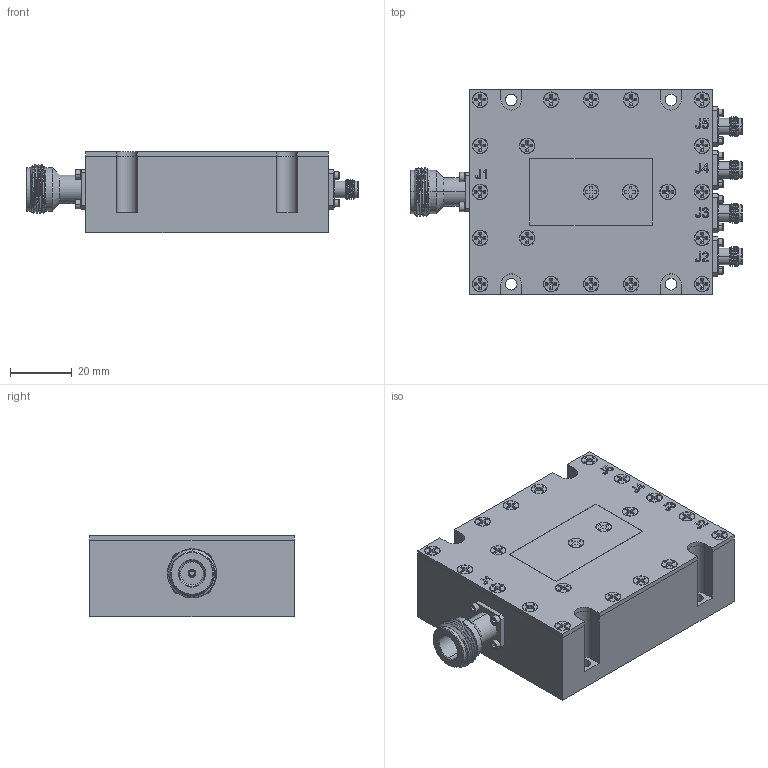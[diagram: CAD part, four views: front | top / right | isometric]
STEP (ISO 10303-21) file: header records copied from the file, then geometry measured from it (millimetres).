
FILE_DESCRIPTION (( 'STEP AP214' ), '1' );
FILE_NAME ('FMS0035_3D.step', '2024-07-26T22:58:05', ( '' ), ( '' ), 'SwSTEP 2.0', 'SolidWorks 2022', '' );
FILE_SCHEMA (( 'AUTOMOTIVE_DESIGN' ));
Products named in the file (1): FMS0035_3D
Bounding box: 107.12 x 66.04 x 26.24 mm (x, y, z)
Volume: 134918.6 mm3; surface area: 24661.5 mm2
Topology: 1 solids, 21 shells, 2108 faces, 5268 edges, 3350 vertices
Faces by surface type: plane 828, cylinder 634, cone 474, bspline 164, torus 8
Entity records: 104790 total; most frequent: CARTESIAN_POINT 58132, ORIENTED_EDGE 10452, DIRECTION 8753, EDGE_CURVE 5226, VERTEX_POINT 3350, AXIS2_PLACEMENT_3D 3309, EDGE_LOOP 2342, VECTOR 2135
